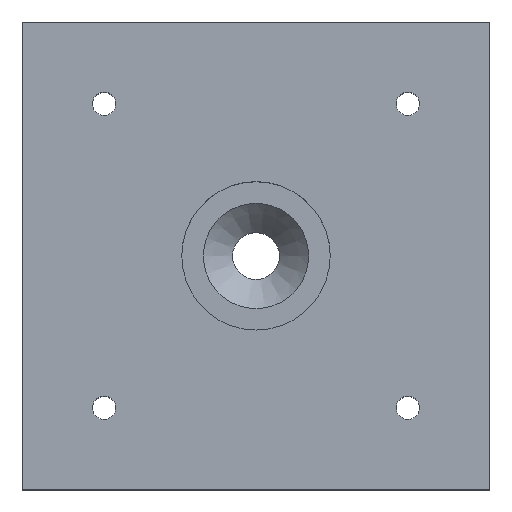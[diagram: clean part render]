
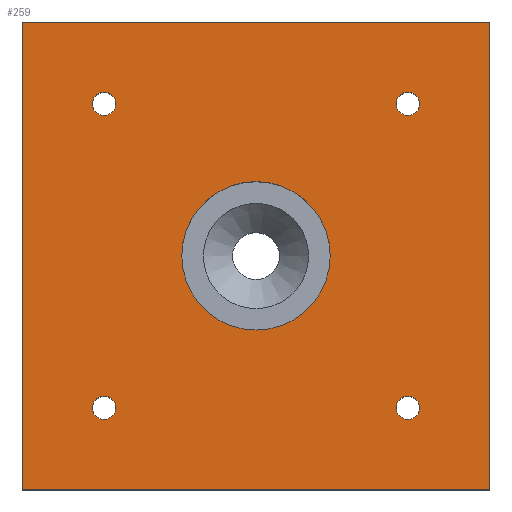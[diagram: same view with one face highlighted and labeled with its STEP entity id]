
A CAD part, top view. The second image highlights one B-rep face of the part: STEP entity #259.
In plain terms, the highlighted planar face has unit normal (0, 0, 1).
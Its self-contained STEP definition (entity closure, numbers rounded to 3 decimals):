
#16=FACE_BOUND('',#67,.T.);
#17=FACE_BOUND('',#68,.T.);
#18=FACE_BOUND('',#69,.T.);
#19=FACE_BOUND('',#70,.T.);
#20=FACE_BOUND('',#71,.T.);
#31=PLANE('',#300);
#51=FACE_OUTER_BOUND('',#66,.T.);
#66=EDGE_LOOP('',(#228,#229,#230,#231));
#67=EDGE_LOOP('',(#232));
#68=EDGE_LOOP('',(#233));
#69=EDGE_LOOP('',(#234));
#70=EDGE_LOOP('',(#235));
#71=EDGE_LOOP('',(#236));
#87=LINE('',#426,#106);
#90=LINE('',#432,#109);
#93=LINE('',#438,#112);
#96=LINE('',#442,#115);
#106=VECTOR('',#357,10.);
#109=VECTOR('',#362,10.);
#112=VECTOR('',#367,10.);
#115=VECTOR('',#372,10.);
#120=CIRCLE('',#283,1.);
#122=CIRCLE('',#286,6.35);
#123=CIRCLE('',#288,1.);
#125=CIRCLE('',#291,1.);
#127=CIRCLE('',#294,1.);
#133=VERTEX_POINT('',#392);
#135=VERTEX_POINT('',#398);
#136=VERTEX_POINT('',#402);
#138=VERTEX_POINT('',#408);
#140=VERTEX_POINT('',#414);
#144=VERTEX_POINT('',#423);
#145=VERTEX_POINT('',#425);
#147=VERTEX_POINT('',#431);
#149=VERTEX_POINT('',#437);
#156=EDGE_CURVE('',#133,#133,#120,.T.);
#159=EDGE_CURVE('',#135,#135,#122,.T.);
#161=EDGE_CURVE('',#136,#136,#123,.T.);
#164=EDGE_CURVE('',#138,#138,#125,.T.);
#167=EDGE_CURVE('',#140,#140,#127,.T.);
#172=EDGE_CURVE('',#145,#144,#87,.T.);
#175=EDGE_CURVE('',#147,#145,#90,.T.);
#178=EDGE_CURVE('',#149,#147,#93,.T.);
#181=EDGE_CURVE('',#144,#149,#96,.T.);
#228=ORIENTED_EDGE('',*,*,#181,.T.);
#229=ORIENTED_EDGE('',*,*,#178,.T.);
#230=ORIENTED_EDGE('',*,*,#175,.T.);
#231=ORIENTED_EDGE('',*,*,#172,.T.);
#232=ORIENTED_EDGE('',*,*,#167,.T.);
#233=ORIENTED_EDGE('',*,*,#164,.T.);
#234=ORIENTED_EDGE('',*,*,#161,.T.);
#235=ORIENTED_EDGE('',*,*,#159,.T.);
#236=ORIENTED_EDGE('',*,*,#156,.T.);
#259=ADVANCED_FACE('',(#51,#16,#17,#18,#19,#20),#31,.T.);
#283=AXIS2_PLACEMENT_3D('',#393,#322,#323);
#286=AXIS2_PLACEMENT_3D('',#399,#329,#330);
#288=AXIS2_PLACEMENT_3D('',#403,#334,#335);
#291=AXIS2_PLACEMENT_3D('',#409,#341,#342);
#294=AXIS2_PLACEMENT_3D('',#415,#348,#349);
#300=AXIS2_PLACEMENT_3D('',#443,#373,#374);
#322=DIRECTION('center_axis',(0.,0.,-1.));
#323=DIRECTION('ref_axis',(1.,0.,0.));
#329=DIRECTION('center_axis',(0.,0.,-1.));
#330=DIRECTION('ref_axis',(1.,0.,0.));
#334=DIRECTION('center_axis',(0.,0.,-1.));
#335=DIRECTION('ref_axis',(1.,0.,0.));
#341=DIRECTION('center_axis',(0.,0.,-1.));
#342=DIRECTION('ref_axis',(1.,0.,0.));
#348=DIRECTION('center_axis',(0.,0.,-1.));
#349=DIRECTION('ref_axis',(1.,0.,0.));
#357=DIRECTION('',(1.,0.,0.));
#362=DIRECTION('',(0.,-1.,0.));
#367=DIRECTION('',(-1.,0.,0.));
#372=DIRECTION('',(0.,1.,0.));
#373=DIRECTION('center_axis',(0.,0.,1.));
#374=DIRECTION('ref_axis',(1.,0.,0.));
#392=CARTESIAN_POINT('',(12.,-13.,18.));
#393=CARTESIAN_POINT('Origin',(13.,-13.,18.));
#398=CARTESIAN_POINT('',(-6.35,0.,18.));
#399=CARTESIAN_POINT('Origin',(0.,0.,18.));
#402=CARTESIAN_POINT('',(-14.,13.,18.));
#403=CARTESIAN_POINT('Origin',(-13.,13.,18.));
#408=CARTESIAN_POINT('',(-14.,-13.,18.));
#409=CARTESIAN_POINT('Origin',(-13.,-13.,18.));
#414=CARTESIAN_POINT('',(12.,13.,18.));
#415=CARTESIAN_POINT('Origin',(13.,13.,18.));
#423=CARTESIAN_POINT('',(20.,-20.,18.));
#425=CARTESIAN_POINT('',(-20.,-20.,18.));
#426=CARTESIAN_POINT('',(-20.,-20.,18.));
#431=CARTESIAN_POINT('',(-20.,20.,18.));
#432=CARTESIAN_POINT('',(-20.,20.,18.));
#437=CARTESIAN_POINT('',(20.,20.,18.));
#438=CARTESIAN_POINT('',(20.,20.,18.));
#442=CARTESIAN_POINT('',(20.,-20.,18.));
#443=CARTESIAN_POINT('Origin',(0.,0.,18.));
